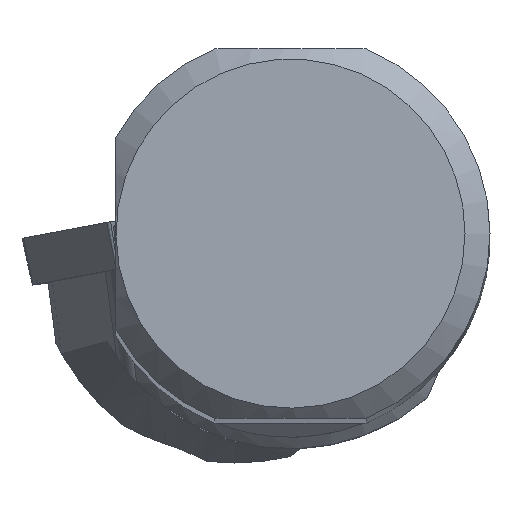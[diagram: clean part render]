
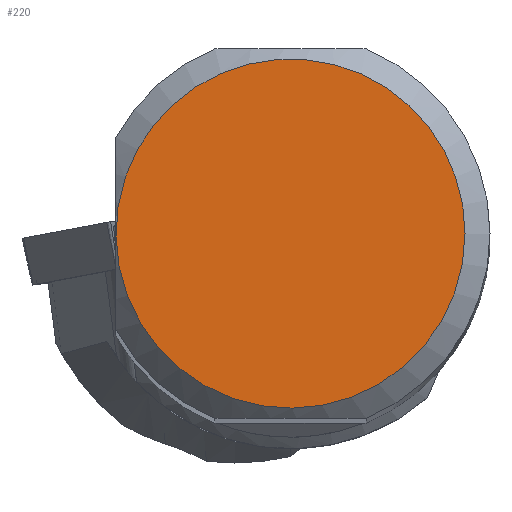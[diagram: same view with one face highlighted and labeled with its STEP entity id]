
A CAD part, top view. The second image highlights one B-rep face of the part: STEP entity #220.
In plain terms, the highlighted planar face has unit normal (0, 0, 1).
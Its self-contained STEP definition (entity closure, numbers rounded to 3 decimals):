
#172=FACE_OUTER_BOUND('',#426,.T.);
#220=ADVANCED_FACE('CU_SU_BP3',(#172),#254,.T.);
#254=PLANE('',#1126);
#426=EDGE_LOOP('',(#607));
#607=ORIENTED_EDGE('',*,*,#905,.T.);
#792=VERTEX_POINT('',#1846);
#905=EDGE_CURVE('',#792,#792,#955,.T.);
#955=CIRCLE('',#1125,17.489);
#1125=AXIS2_PLACEMENT_3D('',#1845,#1369,#1370);
#1126=AXIS2_PLACEMENT_3D('',#1847,#1371,#1372);
#1369=DIRECTION('',(0.,0.,1.));
#1370=DIRECTION('',(1.,0.,0.));
#1371=DIRECTION('',(0.,0.,1.));
#1372=DIRECTION('',(1.,0.,0.));
#1845=CARTESIAN_POINT('',(0.,0.,0.));
#1846=CARTESIAN_POINT('',(17.489,0.,0.));
#1847=CARTESIAN_POINT('',(0.,0.,
0.));
